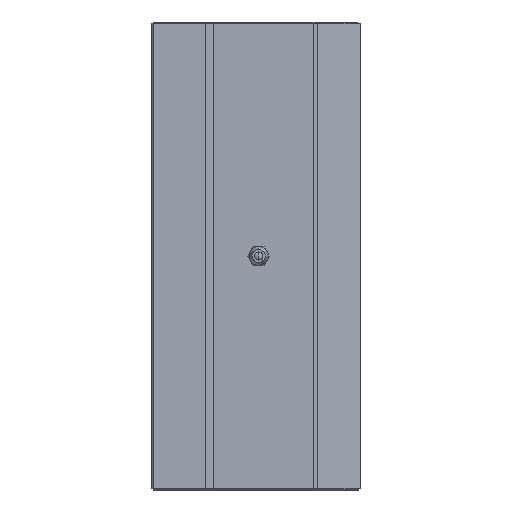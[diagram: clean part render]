
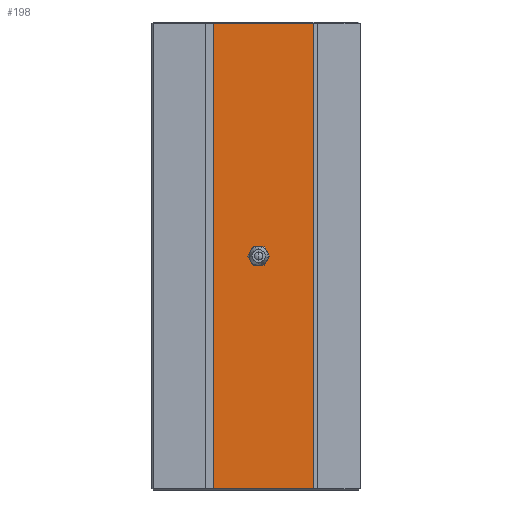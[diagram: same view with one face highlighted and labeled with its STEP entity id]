
A CAD part, left-side view. The second image highlights one B-rep face of the part: STEP entity #198.
In plain terms, the highlighted planar face has unit normal (-1, 0, 0).
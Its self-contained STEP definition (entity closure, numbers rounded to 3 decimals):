
#82 = VECTOR ( 'NONE', #2270, 1000. ) ;
#126 = CIRCLE ( 'NONE', #355, 2.5 ) ;
#198 = ADVANCED_FACE ( 'NONE', ( #2504, #1807 ), #1161, .F. ) ;
#272 = EDGE_CURVE ( 'NONE', #1506, #575, #2343, .T. ) ;
#324 = DIRECTION ( 'NONE',  ( 0., 0., 1. ) ) ;
#331 = DIRECTION ( 'NONE',  ( -1., 0., 0. ) ) ;
#338 = CARTESIAN_POINT ( 'NONE',  ( -47.9, 0., 0. ) ) ;
#355 = AXIS2_PLACEMENT_3D ( 'NONE', #2988, #1988, #1708 ) ;
#383 = DIRECTION ( 'NONE',  ( 0., 1., 0. ) ) ;
#406 = CARTESIAN_POINT ( 'NONE',  ( -47.9, 16.9, 87. ) ) ;
#493 = VERTEX_POINT ( 'NONE', #2300 ) ;
#567 = VECTOR ( 'NONE', #383, 1000. ) ;
#575 = VERTEX_POINT ( 'NONE', #2589 ) ;
#651 = VERTEX_POINT ( 'NONE', #2735 ) ;
#717 = CARTESIAN_POINT ( 'NONE',  ( -47.9, 0., 2.5 ) ) ;
#889 = ORIENTED_EDGE ( 'NONE', *, *, #3035, .F. ) ;
#1028 = LINE ( 'NONE', #2250, #82 ) ;
#1161 = PLANE ( 'NONE',  #1437 ) ;
#1245 = CARTESIAN_POINT ( 'NONE',  ( -47.9, 16.9, 87.5 ) ) ;
#1248 = DIRECTION ( 'NONE',  ( 1., 0., 0. ) ) ;
#1259 = DIRECTION ( 'NONE',  ( 0., 1., 0. ) ) ;
#1334 = EDGE_LOOP ( 'NONE', ( #2333, #1904, #3272, #3288 ) ) ;
#1437 = AXIS2_PLACEMENT_3D ( 'NONE', #1245, #1248, #1259 ) ;
#1506 = VERTEX_POINT ( 'NONE', #1622 ) ;
#1606 = DIRECTION ( 'NONE',  ( 0., 0., 1. ) ) ;
#1611 = CARTESIAN_POINT ( 'NONE',  ( -47.9, -20.5, 87.5 ) ) ;
#1622 = CARTESIAN_POINT ( 'NONE',  ( -47.9, -20.5, -87. ) ) ;
#1678 = EDGE_CURVE ( 'NONE', #493, #1506, #1028, .T. ) ;
#1696 = EDGE_LOOP ( 'NONE', ( #2884, #889 ) ) ;
#1708 = DIRECTION ( 'NONE',  ( 0., 0., 1. ) ) ;
#1807 = FACE_OUTER_BOUND ( 'NONE', #1334, .T. ) ;
#1904 = ORIENTED_EDGE ( 'NONE', *, *, #1678, .T. ) ;
#1988 = DIRECTION ( 'NONE',  ( -1., 0., 0. ) ) ;
#1995 = AXIS2_PLACEMENT_3D ( 'NONE', #338, #331, #324 ) ;
#2153 = LINE ( 'NONE', #406, #567 ) ;
#2224 = CARTESIAN_POINT ( 'NONE',  ( -47.9, 16.9, 87.5 ) ) ;
#2250 = CARTESIAN_POINT ( 'NONE',  ( -47.9, -20.5, -87. ) ) ;
#2267 = VECTOR ( 'NONE', #1606, 1000. ) ;
#2270 = DIRECTION ( 'NONE',  ( 0., -1., 0. ) ) ;
#2300 = CARTESIAN_POINT ( 'NONE',  ( -47.9, 16.9, -87. ) ) ;
#2303 = LINE ( 'NONE', #2224, #2974 ) ;
#2333 = ORIENTED_EDGE ( 'NONE', *, *, #3444, .T. ) ;
#2343 = LINE ( 'NONE', #1611, #2267 ) ;
#2357 = VERTEX_POINT ( 'NONE', #717 ) ;
#2455 = EDGE_CURVE ( 'NONE', #2357, #651, #3182, .T. ) ;
#2479 = DIRECTION ( 'NONE',  ( 0., 0., -1. ) ) ;
#2504 = FACE_BOUND ( 'NONE', #1696, .T. ) ;
#2589 = CARTESIAN_POINT ( 'NONE',  ( -47.9, -20.5, 87. ) ) ;
#2735 = CARTESIAN_POINT ( 'NONE',  ( -47.9, 0., -2.5 ) ) ;
#2856 = VERTEX_POINT ( 'NONE', #3573 ) ;
#2884 = ORIENTED_EDGE ( 'NONE', *, *, #2455, .F. ) ;
#2942 = EDGE_CURVE ( 'NONE', #575, #2856, #2153, .T. ) ;
#2974 = VECTOR ( 'NONE', #2479, 1000. ) ;
#2988 = CARTESIAN_POINT ( 'NONE',  ( -47.9, 0., 0. ) ) ;
#3035 = EDGE_CURVE ( 'NONE', #651, #2357, #126, .T. ) ;
#3182 = CIRCLE ( 'NONE', #1995, 2.5 ) ;
#3272 = ORIENTED_EDGE ( 'NONE', *, *, #272, .T. ) ;
#3288 = ORIENTED_EDGE ( 'NONE', *, *, #2942, .T. ) ;
#3444 = EDGE_CURVE ( 'NONE', #2856, #493, #2303, .T. ) ;
#3573 = CARTESIAN_POINT ( 'NONE',  ( -47.9, 16.9, 87. ) ) ;
